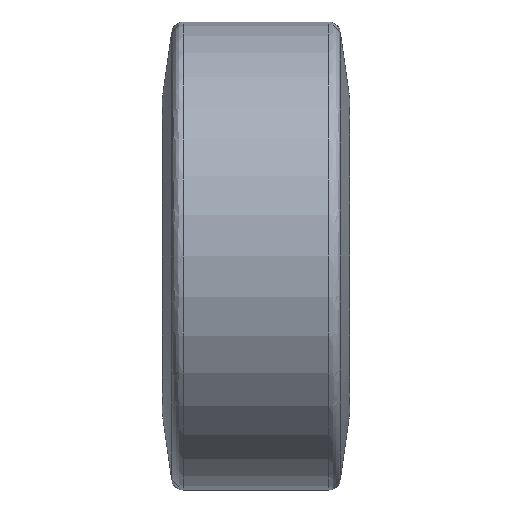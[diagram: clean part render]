
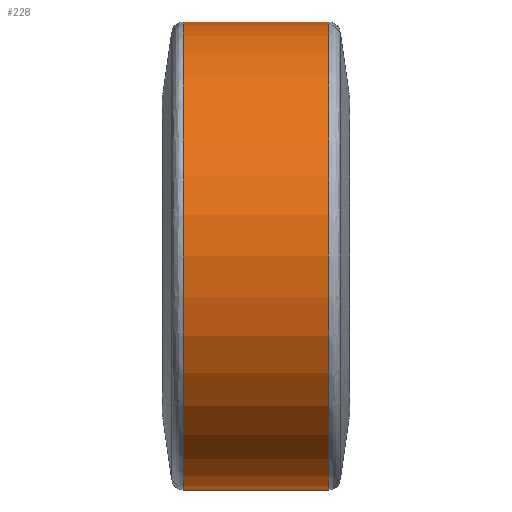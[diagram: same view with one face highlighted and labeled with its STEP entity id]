
A CAD part, front view. The second image highlights one B-rep face of the part: STEP entity #228.
In plain terms, the highlighted cylindrical face has radius 100 mm (diameter 200 mm), a partial arc.
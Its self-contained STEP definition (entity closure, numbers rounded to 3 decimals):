
#7 = CIRCLE ( 'NONE', #134, 100. ) ;
#52 = CARTESIAN_POINT ( 'NONE',  ( 31.086, 0., 0. ) ) ;
#54 = VECTOR ( 'NONE', #467, 1000. ) ;
#94 = EDGE_CURVE ( 'NONE', #581, #106, #547, .T. ) ;
#106 = VERTEX_POINT ( 'NONE', #659 ) ;
#134 = AXIS2_PLACEMENT_3D ( 'NONE', #52, #611, #528 ) ;
#200 = EDGE_CURVE ( 'NONE', #515, #773, #7, .T. ) ;
#203 = ORIENTED_EDGE ( 'NONE', *, *, #94, .T. ) ;
#208 = DIRECTION ( 'NONE',  ( 0., 0., -1. ) ) ;
#218 = CARTESIAN_POINT ( 'NONE',  ( 0., 0., 0. ) ) ;
#228 = ADVANCED_FACE ( 'NONE', ( #268 ), #624, .T. ) ;
#236 = CARTESIAN_POINT ( 'NONE',  ( -31.086, 0., 100. ) ) ;
#239 = LINE ( 'NONE', #775, #54 ) ;
#268 = FACE_OUTER_BOUND ( 'NONE', #951, .T. ) ;
#294 = EDGE_CURVE ( 'NONE', #581, #773, #889, .T. ) ;
#309 = DIRECTION ( 'NONE',  ( 1., 0., 0. ) ) ;
#316 = EDGE_CURVE ( 'NONE', #106, #515, #239, .T. ) ;
#318 = ORIENTED_EDGE ( 'NONE', *, *, #200, .T. ) ;
#458 = CARTESIAN_POINT ( 'NONE',  ( 0., 0., 100. ) ) ;
#467 = DIRECTION ( 'NONE',  ( 1., 0., 0. ) ) ;
#475 = VECTOR ( 'NONE', #853, 1000. ) ;
#515 = VERTEX_POINT ( 'NONE', #642 ) ;
#525 = ORIENTED_EDGE ( 'NONE', *, *, #316, .T. ) ;
#528 = DIRECTION ( 'NONE',  ( 0., 0., -1. ) ) ;
#547 = CIRCLE ( 'NONE', #695, 100. ) ;
#581 = VERTEX_POINT ( 'NONE', #236 ) ;
#605 = CARTESIAN_POINT ( 'NONE',  ( 31.086, 0., 100. ) ) ;
#611 = DIRECTION ( 'NONE',  ( -1., 0., 0. ) ) ;
#624 = CYLINDRICAL_SURFACE ( 'NONE', #1018, 100. ) ;
#642 = CARTESIAN_POINT ( 'NONE',  ( 31.086, 0., -100. ) ) ;
#659 = CARTESIAN_POINT ( 'NONE',  ( -31.086, 0., -100. ) ) ;
#695 = AXIS2_PLACEMENT_3D ( 'NONE', #1009, #842, #208 ) ;
#752 = ORIENTED_EDGE ( 'NONE', *, *, #294, .F. ) ;
#773 = VERTEX_POINT ( 'NONE', #605 ) ;
#775 = CARTESIAN_POINT ( 'NONE',  ( 0., 0., -100. ) ) ;
#842 = DIRECTION ( 'NONE',  ( 1., 0., 0. ) ) ;
#853 = DIRECTION ( 'NONE',  ( 1., 0., 0. ) ) ;
#860 = DIRECTION ( 'NONE',  ( 0., 0., -1. ) ) ;
#889 = LINE ( 'NONE', #458, #475 ) ;
#951 = EDGE_LOOP ( 'NONE', ( #752, #203, #525, #318 ) ) ;
#1009 = CARTESIAN_POINT ( 'NONE',  ( -31.086, 0., 0. ) ) ;
#1018 = AXIS2_PLACEMENT_3D ( 'NONE', #218, #309, #860 ) ;
